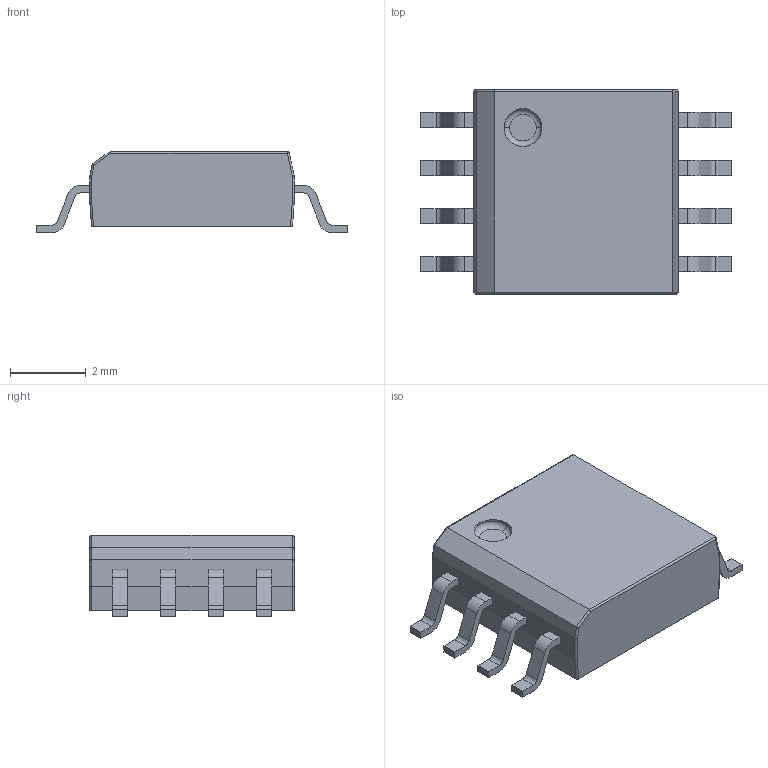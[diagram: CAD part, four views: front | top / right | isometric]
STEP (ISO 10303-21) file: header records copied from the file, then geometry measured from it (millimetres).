
FILE_DESCRIPTION( ( '' ), ' ' );
FILE_NAME( '5b0d396b55da870ed1d23659.step', '2018-05-29T11:28:43', ( '' ), ( '' ), ' ', ' ', ' ' );
FILE_SCHEMA( ( 'AUTOMOTIVE_DESIGN { 1 0 10303 214 1 1 1 1 }' ) );
Length unit declared in the file: metre
Products named in the file (9): Open CASCADE STEP translator 6.8 9; Open CASCADE STEP translator 6.8 8; Open CASCADE STEP translator 6.8 7; Open CASCADE STEP translator 6.8 6; Open CASCADE STEP translator 6.8 5; Open CASCADE STEP translator 6.8 4; Open CASCADE STEP translator 6.8 3; Open CASCADE STEP translator 6.8 2; Open CASCADE STEP translator 6.8 1
Bounding box: 8.2 x 5.4 x 2.15 mm (x, y, z)
Volume: 58.5 mm3; surface area: 119.3 mm2
Topology: 9 solids, 9 shells, 143 faces, 357 edges, 233 vertices
Faces by surface type: plane 92, cylinder 49, torus 2
Full cylindrical faces by diameter (mm): 1 x1
Entity records: 7241 total; most frequent: CARTESIAN_POINT 783, DIRECTION 721, ORIENTED_EDGE 712, STYLED_ITEM 499, PRESENTATION_STYLE_ASSIGNMENT 499, COLOUR_RGB 499, EDGE_CURVE 356, CURVE_STYLE 356
